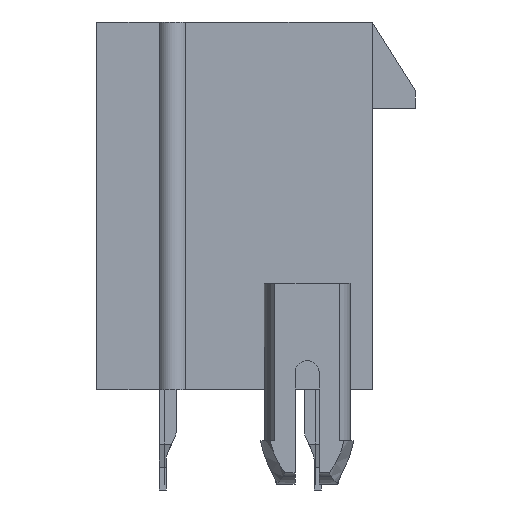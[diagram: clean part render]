
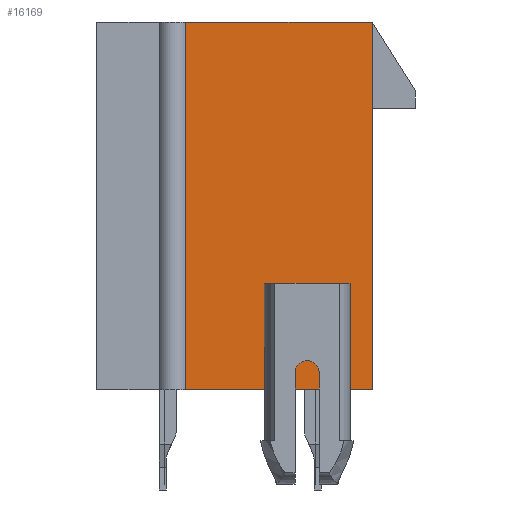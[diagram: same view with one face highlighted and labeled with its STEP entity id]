
A CAD part, left-side view. The second image highlights one B-rep face of the part: STEP entity #16169.
In plain terms, the highlighted planar face has unit normal (-1, 0, 0).
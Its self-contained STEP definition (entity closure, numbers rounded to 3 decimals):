
#712=ORIENTED_EDGE('',*,*,#5521,.T.);
#713=ORIENTED_EDGE('',*,*,#5522,.T.);
#714=ORIENTED_EDGE('',*,*,#5523,.T.);
#715=ORIENTED_EDGE('',*,*,#5524,.F.);
#716=ORIENTED_EDGE('',*,*,#5525,.F.);
#717=ORIENTED_EDGE('',*,*,#5526,.F.);
#718=ORIENTED_EDGE('',*,*,#5527,.F.);
#719=ORIENTED_EDGE('',*,*,#5528,.F.);
#5521=EDGE_CURVE('',#7912,#7913,#9445,.T.);
#5522=EDGE_CURVE('',#7913,#7914,#9446,.T.);
#5523=EDGE_CURVE('',#7914,#7915,#9447,.T.);
#5524=EDGE_CURVE('',#7912,#7915,#9448,.T.);
#5525=EDGE_CURVE('',#7916,#7917,#9449,.T.);
#5526=EDGE_CURVE('',#7918,#7916,#9450,.T.);
#5527=EDGE_CURVE('',#7919,#7918,#9451,.T.);
#5528=EDGE_CURVE('',#7917,#7919,#9452,.T.);
#7912=VERTEX_POINT('',#22823);
#7913=VERTEX_POINT('',#22824);
#7914=VERTEX_POINT('',#22826);
#7915=VERTEX_POINT('',#22828);
#7916=VERTEX_POINT('',#22831);
#7917=VERTEX_POINT('',#22832);
#7918=VERTEX_POINT('',#22834);
#7919=VERTEX_POINT('',#22836);
#9445=LINE('',#22822,#11737);
#9446=LINE('',#22825,#11738);
#9447=LINE('',#22827,#11739);
#9448=LINE('',#22829,#11740);
#9449=LINE('',#22830,#11741);
#9450=LINE('',#22833,#11742);
#9451=LINE('',#22835,#11743);
#9452=LINE('',#22837,#11744);
#11737=VECTOR('',#18395,1000.);
#11738=VECTOR('',#18396,1000.);
#11739=VECTOR('',#18397,1000.);
#11740=VECTOR('',#18398,1000.);
#11741=VECTOR('',#18399,1000.);
#11742=VECTOR('',#18400,1000.);
#11743=VECTOR('',#18401,1000.);
#11744=VECTOR('',#18402,1000.);
#13725=EDGE_LOOP('',(#712,#713,#714,#715));
#13726=EDGE_LOOP('',(#716,#717,#718,#719));
#14577=FACE_BOUND('',#13725,.T.);
#14578=FACE_BOUND('',#13726,.T.);
#15419=PLANE('',#17027);
#16169=ADVANCED_FACE('',(#14577,#14578),#15419,.T.);
#17027=AXIS2_PLACEMENT_3D('',#22821,#18393,#18394);
#18393=DIRECTION('',(-1.,0.,0.));
#18394=DIRECTION('',(0.,0.,1.));
#18395=DIRECTION('',(0.,-1.,0.));
#18396=DIRECTION('',(0.,0.,1.));
#18397=DIRECTION('',(0.,1.,0.));
#18398=DIRECTION('',(0.,0.,1.));
#18399=DIRECTION('',(0.,0.,-1.));
#18400=DIRECTION('',(0.,1.,0.));
#18401=DIRECTION('',(0.,0.,1.));
#18402=DIRECTION('',(0.,-1.,0.));
#22821=CARTESIAN_POINT('',(-23.75,0.,0.));
#22822=CARTESIAN_POINT('',(-23.75,4.8,-6.4));
#22823=CARTESIAN_POINT('',(-23.75,1.7,-6.4));
#22824=CARTESIAN_POINT('',(-23.75,-4.8,-6.4));
#22825=CARTESIAN_POINT('',(-23.75,-4.8,-6.4));
#22826=CARTESIAN_POINT('',(-23.75,-4.8,6.4));
#22827=CARTESIAN_POINT('',(-23.75,-4.8,6.4));
#22828=CARTESIAN_POINT('',(-23.75,1.7,6.4));
#22829=CARTESIAN_POINT('',(-23.75,1.7,-6.4));
#22830=CARTESIAN_POINT('',(-23.75,-1.78,-2.7));
#22831=CARTESIAN_POINT('',(-23.75,-1.78,-2.7));
#22832=CARTESIAN_POINT('',(-23.75,-1.78,-5.3));
#22833=CARTESIAN_POINT('',(-23.75,-3.28,-2.7));
#22834=CARTESIAN_POINT('',(-23.75,-3.28,-2.7));
#22835=CARTESIAN_POINT('',(-23.75,-3.28,-5.3));
#22836=CARTESIAN_POINT('',(-23.75,-3.28,-5.3));
#22837=CARTESIAN_POINT('',(-23.75,-1.78,-5.3));
